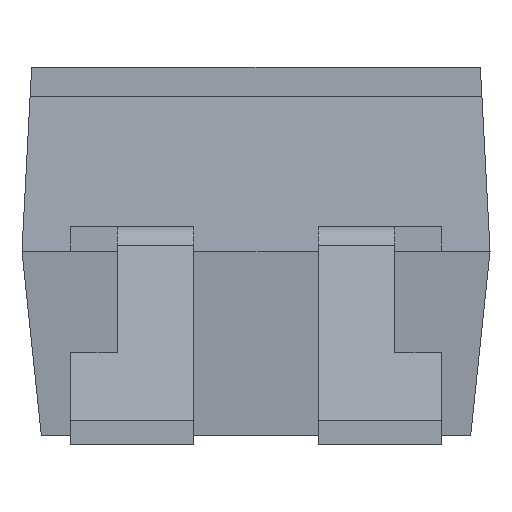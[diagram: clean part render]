
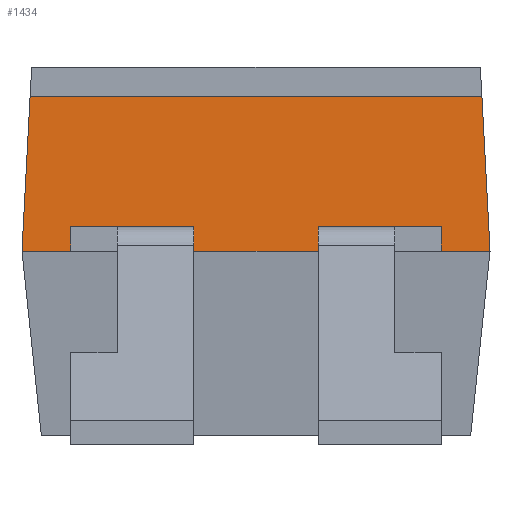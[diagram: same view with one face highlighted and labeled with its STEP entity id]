
A CAD part, left-side view. The second image highlights one B-rep face of the part: STEP entity #1434.
In plain terms, the highlighted planar face has unit normal (-0.999, 0, 0.052).
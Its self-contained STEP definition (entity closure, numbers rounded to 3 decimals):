
#85=PLANE('',#1540);
#159=FACE_OUTER_BOUND('',#233,.T.);
#233=EDGE_LOOP('',(#1309,#1310,#1311,#1312,#1313,#1314,#1315,#1316,#1317,
#1318,#1319,#1320));
#243=LINE('',#1927,#426);
#255=LINE('',#1952,#438);
#262=LINE('',#1967,#445);
#273=LINE('',#1990,#456);
#279=LINE('',#2002,#462);
#294=LINE('',#2040,#477);
#359=LINE('',#2188,#542);
#361=LINE('',#2190,#544);
#362=LINE('',#2191,#545);
#411=LINE('',#2295,#594);
#412=LINE('',#2297,#595);
#413=LINE('',#2298,#596);
#426=VECTOR('',#1559,1000.);
#438=VECTOR('',#1575,1000.);
#445=VECTOR('',#1586,1000.);
#456=VECTOR('',#1601,1000.);
#462=VECTOR('',#1611,1000.);
#477=VECTOR('',#1638,1000.);
#542=VECTOR('',#1753,1000.);
#544=VECTOR('',#1755,1000.);
#545=VECTOR('',#1756,1000.);
#594=VECTOR('',#1889,1000.);
#595=VECTOR('',#1890,1000.);
#596=VECTOR('',#1891,1000.);
#628=VERTEX_POINT('',#1925);
#629=VERTEX_POINT('',#1926);
#640=VERTEX_POINT('',#1951);
#644=VERTEX_POINT('',#1963);
#646=VERTEX_POINT('',#1966);
#656=VERTEX_POINT('',#1989);
#660=VERTEX_POINT('',#2001);
#677=VERTEX_POINT('',#2038);
#732=VERTEX_POINT('',#2178);
#735=VERTEX_POINT('',#2186);
#748=VERTEX_POINT('',#2294);
#749=VERTEX_POINT('',#2296);
#759=EDGE_CURVE('',#628,#629,#243,.T.);
#771=EDGE_CURVE('',#629,#640,#255,.T.);
#778=EDGE_CURVE('',#644,#646,#262,.T.);
#789=EDGE_CURVE('',#656,#646,#273,.T.);
#795=EDGE_CURVE('',#628,#660,#279,.T.);
#814=EDGE_CURVE('',#677,#644,#294,.T.);
#889=EDGE_CURVE('',#640,#735,#359,.T.);
#891=EDGE_CURVE('',#677,#660,#361,.T.);
#892=EDGE_CURVE('',#732,#656,#362,.T.);
#943=EDGE_CURVE('',#748,#735,#411,.T.);
#944=EDGE_CURVE('',#748,#749,#412,.T.);
#945=EDGE_CURVE('',#749,#732,#413,.T.);
#1309=ORIENTED_EDGE('',*,*,#943,.F.);
#1310=ORIENTED_EDGE('',*,*,#944,.T.);
#1311=ORIENTED_EDGE('',*,*,#945,.T.);
#1312=ORIENTED_EDGE('',*,*,#892,.T.);
#1313=ORIENTED_EDGE('',*,*,#789,.T.);
#1314=ORIENTED_EDGE('',*,*,#778,.F.);
#1315=ORIENTED_EDGE('',*,*,#814,.F.);
#1316=ORIENTED_EDGE('',*,*,#891,.T.);
#1317=ORIENTED_EDGE('',*,*,#795,.F.);
#1318=ORIENTED_EDGE('',*,*,#759,.T.);
#1319=ORIENTED_EDGE('',*,*,#771,.T.);
#1320=ORIENTED_EDGE('',*,*,#889,.T.);
#1434=ADVANCED_FACE('',(#159),#85,.T.);
#1540=AXIS2_PLACEMENT_3D('',#2293,#1887,#1888);
#1559=DIRECTION('',(0.,-1.,0.));
#1575=DIRECTION('',(-0.052,0.,-0.999));
#1586=DIRECTION('',(0.,1.,0.));
#1601=DIRECTION('',(0.052,0.,0.999));
#1611=DIRECTION('',(-0.052,0.,-0.999));
#1638=DIRECTION('',(0.052,0.,0.999));
#1753=DIRECTION('',(0.,-1.,0.));
#1755=DIRECTION('',(0.,-1.,0.));
#1756=DIRECTION('',(0.,-1.,0.));
#1887=DIRECTION('center_axis',(-0.999,0.,
0.052));
#1888=DIRECTION('ref_axis',(-0.052,0.,-0.999));
#1889=DIRECTION('',(-0.052,-0.052,-0.997));
#1890=DIRECTION('',(0.,1.,0.));
#1891=DIRECTION('',(-0.052,0.052,-0.997));
#1925=CARTESIAN_POINT('',(-3.818,-0.663,2.237));
#1926=CARTESIAN_POINT('',(-3.818,-1.933,2.237));
#1927=CARTESIAN_POINT('',(-3.818,-1.933,2.237));
#1951=CARTESIAN_POINT('',(-3.831,-1.933,1.987));
#1952=CARTESIAN_POINT('',(-3.822,-1.933,2.175));
#1963=CARTESIAN_POINT('',(-3.818,0.627,2.237));
#1966=CARTESIAN_POINT('',(-3.818,1.897,2.237));
#1967=CARTESIAN_POINT('',(-3.818,1.897,2.237));
#1989=CARTESIAN_POINT('',(-3.831,1.897,1.987));
#1990=CARTESIAN_POINT('',(-3.822,1.897,2.175));
#2001=CARTESIAN_POINT('',(-3.831,-0.663,1.987));
#2002=CARTESIAN_POINT('',(-3.822,-0.663,2.175));
#2038=CARTESIAN_POINT('',(-3.831,0.627,1.987));
#2040=CARTESIAN_POINT('',(-3.822,0.627,2.175));
#2178=CARTESIAN_POINT('',(-3.831,2.398,1.987));
#2186=CARTESIAN_POINT('',(-3.831,-2.433,1.987));
#2188=CARTESIAN_POINT('',(-3.831,2.198,1.987));
#2190=CARTESIAN_POINT('',(-3.831,2.198,1.987));
#2191=CARTESIAN_POINT('',(-3.831,2.198,1.987));
#2293=CARTESIAN_POINT('Origin',(-3.831,2.398,1.987));
#2294=CARTESIAN_POINT('',(-3.748,-2.35,3.582));
#2295=CARTESIAN_POINT('',(-3.831,-2.433,1.987));
#2296=CARTESIAN_POINT('',(-3.748,2.314,3.582));
#2297=CARTESIAN_POINT('',(-3.748,2.398,3.582));
#2298=CARTESIAN_POINT('',(-3.831,2.398,1.987));
